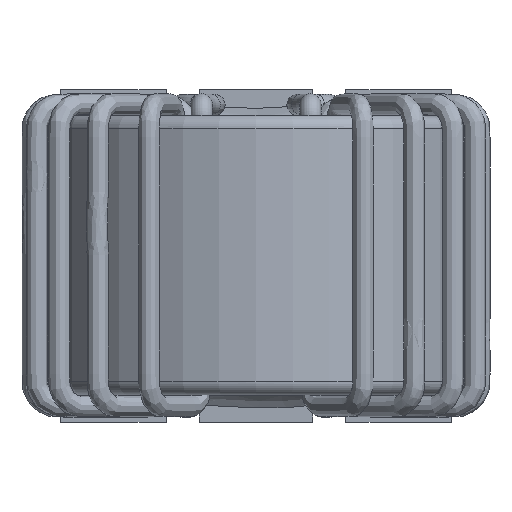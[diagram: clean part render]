
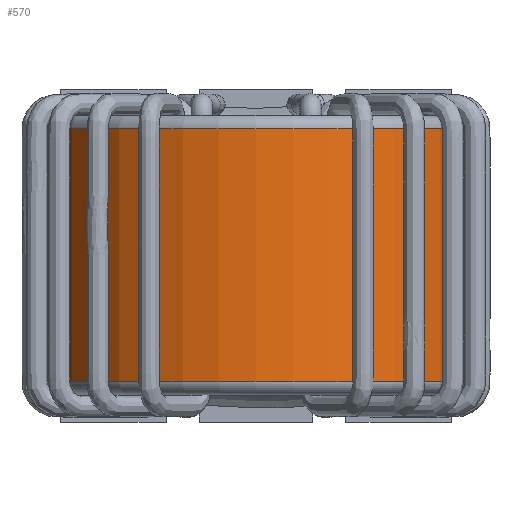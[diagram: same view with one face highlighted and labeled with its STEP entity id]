
A CAD part, top view. The second image highlights one B-rep face of the part: STEP entity #570.
In plain terms, the highlighted cylindrical face has radius 8 mm (diameter 16 mm), a full revolution.
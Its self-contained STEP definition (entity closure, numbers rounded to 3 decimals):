
#570 = ADVANCED_FACE( '', ( #1232, #1233 ), #1234, .T. );
#1232 = FACE_OUTER_BOUND( '', #3304, .T. );
#1233 = FACE_OUTER_BOUND( '', #3305, .T. );
#1234 = CYLINDRICAL_SURFACE( '', #3306, 8. );
#3304 = EDGE_LOOP( '', ( #68959 ) );
#3305 = EDGE_LOOP( '', ( #68960 ) );
#3306 = AXIS2_PLACEMENT_3D( '', #68961, #68962, #68963 );
#68959 = ORIENTED_EDGE( '', *, *, #70902, .T. );
#68960 = ORIENTED_EDGE( '', *, *, #70903, .T. );
#68961 = CARTESIAN_POINT( '', ( 0., -5.25, 6.65 ) );
#68962 = DIRECTION( '', ( 0., -1., 0. ) );
#68963 = DIRECTION( '', ( 0., 0., 1. ) );
#70902 = EDGE_CURVE( '', #71893, #71893, #71894, .F. );
#70903 = EDGE_CURVE( '', #71895, #71895, #71896, .T. );
#71893 = VERTEX_POINT( '', #73860 );
#71894 = CIRCLE( '', #73861, 8. );
#71895 = VERTEX_POINT( '', #73862 );
#71896 = CIRCLE( '', #73863, 8. );
#73860 = CARTESIAN_POINT( '', ( 0., 4.75, 14.65 ) );
#73861 = AXIS2_PLACEMENT_3D( '', #76233, #76234, #76235 );
#73862 = CARTESIAN_POINT( '', ( 0., -4.75, 14.65 ) );
#73863 = AXIS2_PLACEMENT_3D( '', #76236, #76237, #76238 );
#76233 = CARTESIAN_POINT( '', ( 0., 4.75, 6.65 ) );
#76234 = DIRECTION( '', ( 0., 1., 0. ) );
#76235 = DIRECTION( '', ( 0., 0., 1. ) );
#76236 = CARTESIAN_POINT( '', ( 0., -4.75, 6.65 ) );
#76237 = DIRECTION( '', ( 0., 1., 0. ) );
#76238 = DIRECTION( '', ( 0., 0., 1. ) );
